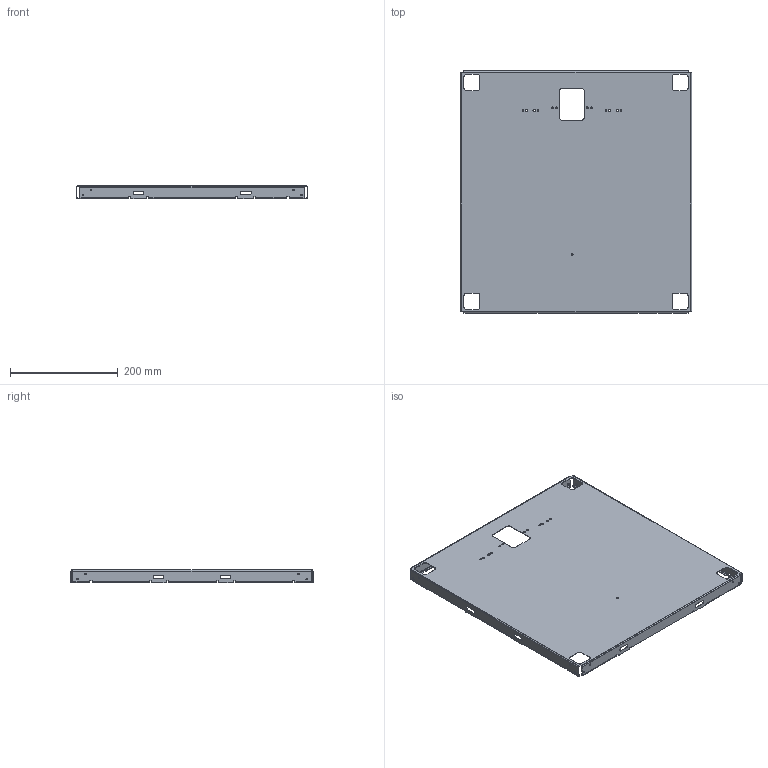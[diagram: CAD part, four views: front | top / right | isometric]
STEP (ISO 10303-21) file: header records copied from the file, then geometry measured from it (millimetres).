
FILE_DESCRIPTION(/* description */ ('','CAx-IF Rec.Pracs.---Representation and Presentation of Product Manufacturing Information (PMI)---4.0---2014-10-13'),/* implementation_level */ '2;1');
FILE_NAME(/* name */ 'Frame Base v5.step',/* time_stamp */ '2024-12-15T16:21:02-05:00',/* author */ (''),/* organization */ (''),/* preprocessor_version */ 'ST-DEVELOPER v20',/* originating_system */ 'Autodesk Translation Framework v13.20.0.188',/* authorisation */ '');
FILE_SCHEMA (('AP242_MANAGED_MODEL_BASED_3D_ENGINEERING_MIM_LF { 1 0 10303 442 1 1 4 }'));
Length unit declared in the file: millimetre
Products named in the file (1): Frame Base
Bounding box: 430 x 450 x 24.5 mm (x, y, z)
Volume: 228036 mm3; surface area: 459667.3 mm2
Topology: 1 solids, 1 shells, 668 faces, 1798 edges, 1134 vertices
Faces by surface type: plane 323, cylinder 295, bspline 46, torus 4
Full cylindrical faces by diameter (mm): 2.529 x23, 3 x2, 3.086 x16, 4 x2
Entity records: 33663 total; most frequent: CARTESIAN_POINT 17319, ORIENTED_EDGE 3596, DIRECTION 3092, EDGE_CURVE 1798, VERTEX_POINT 1134, AXIS2_PLACEMENT_3D 1039, LINE 1014, VECTOR 1014
